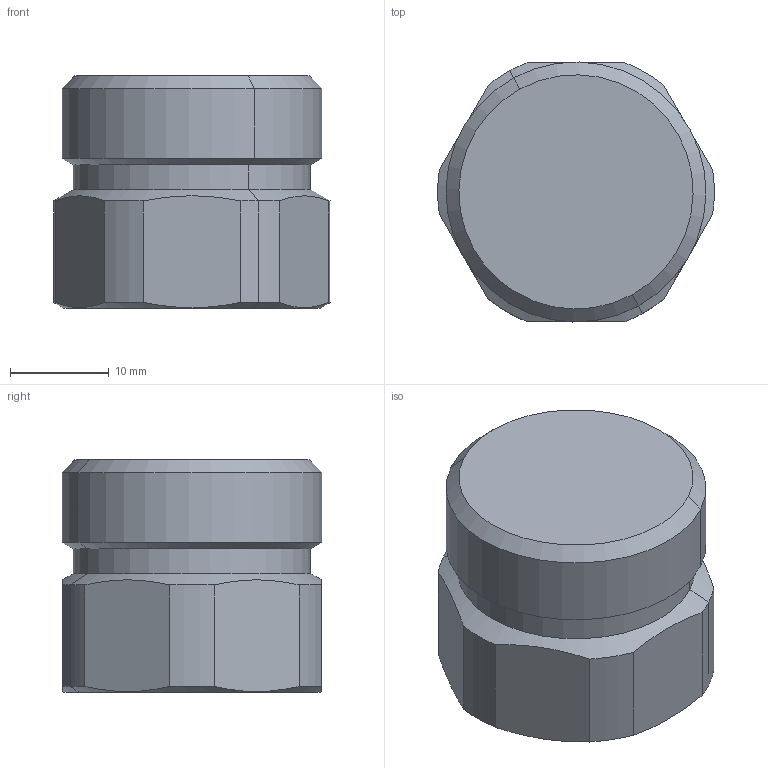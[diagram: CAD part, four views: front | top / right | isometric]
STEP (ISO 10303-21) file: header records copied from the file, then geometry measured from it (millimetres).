
FILE_DESCRIPTION(('CATIA V5 STEP Exchange'),'2;1');
FILE_NAME('STEP_383550_-_TST.stp','2018-02-20T12:44:36+00:00',('none'),('none'),'CATIA Version 5-6 Release 2016 SP4','CATIA V5 STEP AP203','none');
FILE_SCHEMA(('CONFIG_CONTROL_DESIGN'));
Length unit declared in the file: millimetre
Products named in the file (1): 383550 - TST
Bounding box: 27.96 x 26.29 x 23.5 mm (x, y, z)
Volume: 12722 mm3; surface area: 3131.8 mm2
Topology: 1 solids, 1 shells, 31 faces, 72 edges, 44 vertices
Faces by surface type: cylinder 12, cone 10, plane 9
Entity records: 865 total; most frequent: CARTESIAN_POINT 196, ORIENTED_EDGE 144, DIRECTION 98, EDGE_CURVE 72, AXIS2_PLACEMENT_3D 52, VERTEX_POINT 44, CIRCLE 32, EDGE_LOOP 32
